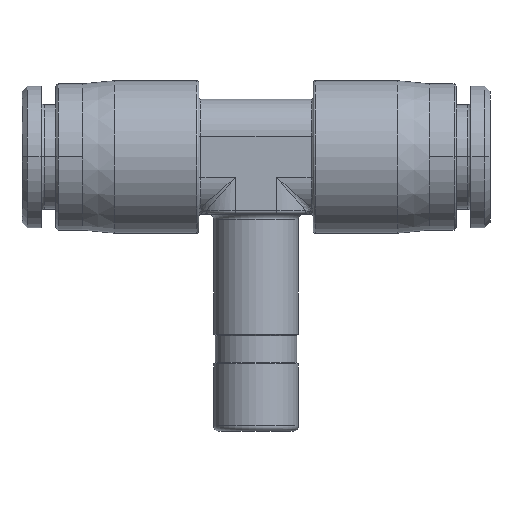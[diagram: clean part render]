
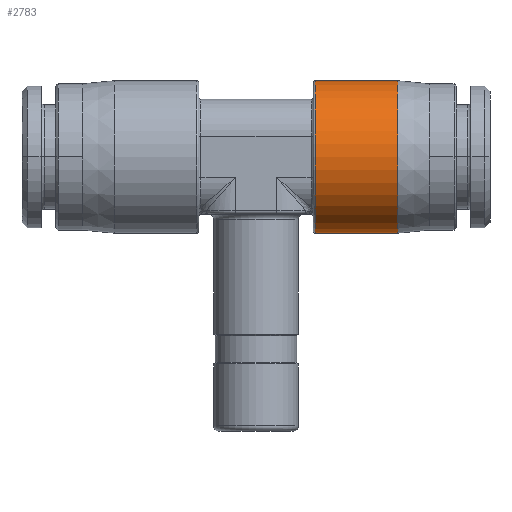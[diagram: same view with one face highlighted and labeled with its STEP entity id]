
A CAD part, top view. The second image highlights one B-rep face of the part: STEP entity #2783.
In plain terms, the highlighted cylindrical face has radius 7.2 mm (diameter 14.4 mm), a partial arc.
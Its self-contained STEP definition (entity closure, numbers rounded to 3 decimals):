
#326=DIRECTION('',(1.,0.,0.));
#327=VECTOR('',#326,7.8);
#328=CARTESIAN_POINT('',(5.6,-7.2,0.));
#329=LINE('',#328,#327);
#330=DIRECTION('',(1.,0.,0.));
#331=VECTOR('',#330,7.8);
#332=CARTESIAN_POINT('',(5.6,7.2,0.));
#333=LINE('',#332,#331);
#334=CARTESIAN_POINT('',(5.6,0.,0.));
#335=DIRECTION('',(-1.,0.,0.));
#336=DIRECTION('',(0.,-1.,0.));
#337=AXIS2_PLACEMENT_3D('',#334,#335,#336);
#344=CARTESIAN_POINT('',(13.4,0.,0.));
#345=DIRECTION('',(-1.,0.,0.));
#346=DIRECTION('',(0.,-1.,0.));
#347=AXIS2_PLACEMENT_3D('',#344,#345,#346);
#1653=CARTESIAN_POINT('',(13.4,-7.2,0.));
#1654=CARTESIAN_POINT('',(13.4,7.2,0.));
#1655=VERTEX_POINT('',#1653);
#1656=VERTEX_POINT('',#1654);
#1669=CARTESIAN_POINT('',(5.6,-7.2,0.));
#1670=CARTESIAN_POINT('',(5.6,7.2,0.));
#1671=VERTEX_POINT('',#1669);
#1672=VERTEX_POINT('',#1670);
#2771=CARTESIAN_POINT('',(16.95,0.,0.));
#2772=DIRECTION('',(-1.,0.,0.));
#2773=DIRECTION('',(0.,1.,0.));
#2774=AXIS2_PLACEMENT_3D('',#2771,#2772,#2773);
#2775=CYLINDRICAL_SURFACE('',#2774,7.2);
#2776=ORIENTED_EDGE('',*,*,#2736,.T.);
#2777=ORIENTED_EDGE('',*,*,#2766,.T.);
#2779=ORIENTED_EDGE('',*,*,#2778,.F.);
#2780=ORIENTED_EDGE('',*,*,#2762,.F.);
#2781=EDGE_LOOP('',(#2776,#2777,#2779,#2780));
#2782=FACE_OUTER_BOUND('',#2781,.F.);
#2783=ADVANCED_FACE('',(#2782),#2775,.T.);
#338=CIRCLE('',#337,7.2);
#348=CIRCLE('',#347,7.2);
#2736=EDGE_CURVE('',#1671,#1672,#338,.T.);
#2762=EDGE_CURVE('',#1671,#1655,#329,.T.);
#2766=EDGE_CURVE('',#1672,#1656,#333,.T.);
#2778=EDGE_CURVE('',#1655,#1656,#348,.T.);
